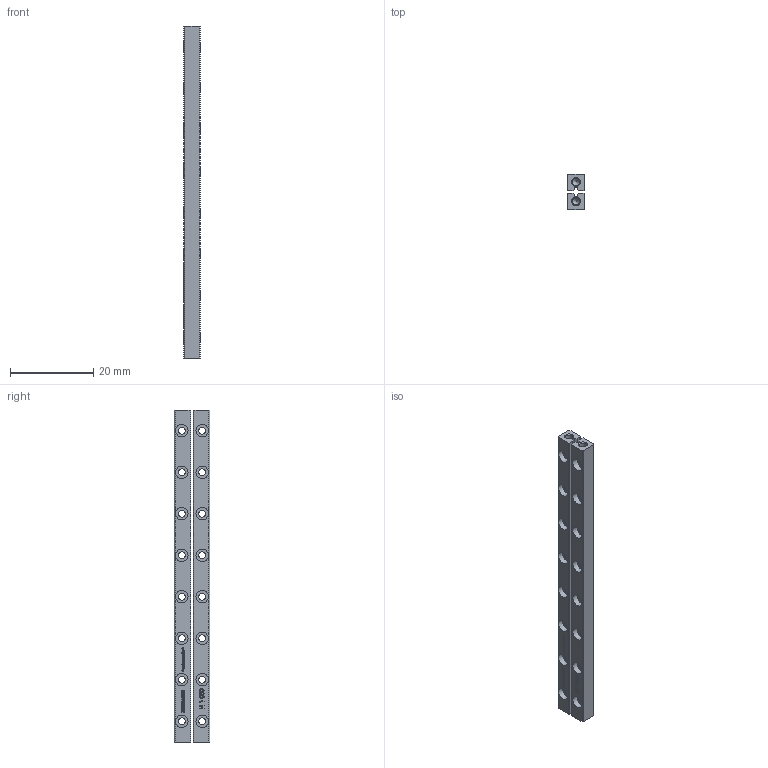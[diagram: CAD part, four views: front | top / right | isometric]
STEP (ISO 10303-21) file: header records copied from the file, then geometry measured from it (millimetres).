
FILE_DESCRIPTION(('FreeCAD Model'),'2;1');
FILE_NAME('R 1-080.step','2020-07-23T17:17:44',('Author'),(''), 'Open CASCADE STEP processor 6.8','FreeCAD','Unknown');
FILE_SCHEMA(('AUTOMOTIVE_DESIGN_CC2 { 1 2 10303 214 -1 1 5 4 }'));
Length unit declared in the file: millimetre
Products named in the file (2): ASSEMBLY; Cut001
Assembly tree (1 placements, depth 2):
  ASSEMBLY
    Cut001
Bounding box: 4 x 8.5 x 80 mm (x, y, z)
Volume: 2106.7 mm3; surface area: 3101.1 mm2
Topology: 2 solids, 2 shells, 638 faces, 1710 edges, 1132 vertices
Faces by surface type: extrusion 389, plane 187, cylinder 38, cone 24
Full cylindrical faces by diameter (mm): 1.65 x16, 1.7 x4, 3 x16
Entity records: 42489 total; most frequent: CARTESIAN_POINT 10725, DIRECTION 4529, VECTOR 3783, ORIENTED_EDGE 3412, PCURVE 3412, DEFINITIONAL_REPRESENTATION 3412, LINE 3394, B_SPLINE_CURVE_WITH_KNOTS 1945
